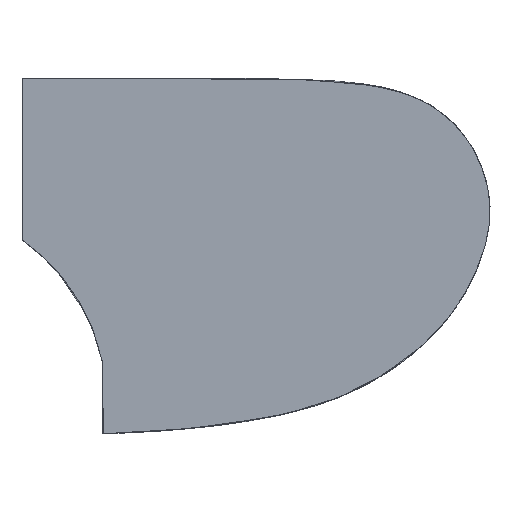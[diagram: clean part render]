
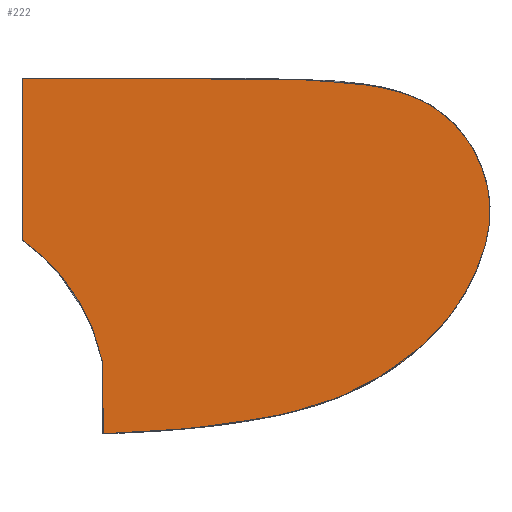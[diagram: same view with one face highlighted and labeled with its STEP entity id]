
A CAD part, top view. The second image highlights one B-rep face of the part: STEP entity #222.
In plain terms, the highlighted free-form (B-spline) face has degree [1, 1] with [2, 2] control points.
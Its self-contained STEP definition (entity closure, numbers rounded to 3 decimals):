
#15=(
BOUNDED_CURVE()
B_SPLINE_CURVE(3,(#2518,#2519,#2520,#2521,#2522,#2523,#2524,#2525,#2526,
#2527,#2528,#2529),.UNSPECIFIED.,.F.,.F.)
B_SPLINE_CURVE_WITH_KNOTS((4,1,1,1,1,1,1,1,1,4),(80.361,141.808,
203.255,264.701,326.148,387.595,449.042,
510.489,571.936,633.383),.UNSPECIFIED.)
CURVE()
GEOMETRIC_REPRESENTATION_ITEM()
RATIONAL_B_SPLINE_CURVE((1.,1.,1.,1.,1.,1.,1.,1.,1.,1.,1.,1.))
REPRESENTATION_ITEM('')
);
#16=(
BOUNDED_CURVE()
B_SPLINE_CURVE(3,(#2530,#2531,#2532,#2533,#2534,#2535,#2536,#2537,#2538,
#2539,#2540,#2541,#2542,#2543,#2544,#2545,#2546,#2547,#2548,#2549,#2550,
#2551,#2552,#2553,#2554,#2555,#2556,#2557),.UNSPECIFIED.,.F.,.F.)
B_SPLINE_CURVE_WITH_KNOTS((4,3,3,3,3,3,3,3,3,4),(80.361,141.808,
203.255,264.701,326.148,387.595,449.042,
510.489,571.936,633.383),.UNSPECIFIED.)
CURVE()
GEOMETRIC_REPRESENTATION_ITEM()
RATIONAL_B_SPLINE_CURVE((1.,1.,1.,1.,1.,1.,1.,1.,1.,1.,1.,1.,1.,1.,1.,1.,
1.,1.,1.,1.,1.,1.,1.,1.,1.,1.,1.,1.))
REPRESENTATION_ITEM('')
);
#17=(
BOUNDED_CURVE()
B_SPLINE_CURVE(3,(#2558,#2559,#2560,#2561),.UNSPECIFIED.,.F.,.F.)
B_SPLINE_CURVE_WITH_KNOTS((4,4),(633.383,669.883),
 .UNSPECIFIED.)
CURVE()
GEOMETRIC_REPRESENTATION_ITEM()
RATIONAL_B_SPLINE_CURVE((1.,1.,1.,1.))
REPRESENTATION_ITEM('')
);
#18=(
BOUNDED_CURVE()
B_SPLINE_CURVE(3,(#2562,#2563,#2564,#2565),.UNSPECIFIED.,.F.,.F.)
B_SPLINE_CURVE_WITH_KNOTS((4,4),(633.383,669.883),
 .UNSPECIFIED.)
CURVE()
GEOMETRIC_REPRESENTATION_ITEM()
RATIONAL_B_SPLINE_CURVE((1.,1.,1.,1.))
REPRESENTATION_ITEM('')
);
#19=(
BOUNDED_CURVE()
B_SPLINE_CURVE(3,(#2566,#2567,#2568,#2569),.UNSPECIFIED.,.F.,.F.)
B_SPLINE_CURVE_WITH_KNOTS((4,4),(669.883,743.274),
 .UNSPECIFIED.)
CURVE()
GEOMETRIC_REPRESENTATION_ITEM()
RATIONAL_B_SPLINE_CURVE((1.,0.953,0.953,1.))
REPRESENTATION_ITEM('')
);
#20=(
BOUNDED_CURVE()
B_SPLINE_CURVE(3,(#2570,#2571,#2572,#2573),.UNSPECIFIED.,.F.,.F.)
B_SPLINE_CURVE_WITH_KNOTS((4,4),(669.883,743.274),
 .UNSPECIFIED.)
CURVE()
GEOMETRIC_REPRESENTATION_ITEM()
RATIONAL_B_SPLINE_CURVE((1.,0.953,0.953,1.))
REPRESENTATION_ITEM('')
);
#21=(
BOUNDED_CURVE()
B_SPLINE_CURVE(3,(#2574,#2575,#2576,#2577),.UNSPECIFIED.,.F.,.F.)
B_SPLINE_CURVE_WITH_KNOTS((4,4),(743.274,823.634),
 .UNSPECIFIED.)
CURVE()
GEOMETRIC_REPRESENTATION_ITEM()
RATIONAL_B_SPLINE_CURVE((1.,1.,1.,1.))
REPRESENTATION_ITEM('')
);
#22=(
BOUNDED_CURVE()
B_SPLINE_CURVE(3,(#2578,#2579,#2580,#2581),.UNSPECIFIED.,.F.,.F.)
B_SPLINE_CURVE_WITH_KNOTS((4,4),(743.274,823.634),
 .UNSPECIFIED.)
CURVE()
GEOMETRIC_REPRESENTATION_ITEM()
RATIONAL_B_SPLINE_CURVE((1.,1.,1.,1.))
REPRESENTATION_ITEM('')
);
#222=ADVANCED_FACE('',(#239),#809,.T.);
#239=FACE_OUTER_BOUND('',#256,.T.);
#256=EDGE_LOOP('',(#288,#289,#290,#291));
#288=ORIENTED_EDGE('',*,*,#560,.T.);
#289=ORIENTED_EDGE('',*,*,#561,.T.);
#290=ORIENTED_EDGE('',*,*,#562,.T.);
#291=ORIENTED_EDGE('',*,*,#563,.T.);
#356=PCURVE('',#809,#424);
#357=PCURVE('',#809,#425);
#358=PCURVE('',#809,#426);
#359=PCURVE('',#809,#427);
#424=DEFINITIONAL_REPRESENTATION('',(#16),#7363);
#425=DEFINITIONAL_REPRESENTATION('',(#18),#7363);
#426=DEFINITIONAL_REPRESENTATION('',(#20),#7363);
#427=DEFINITIONAL_REPRESENTATION('',(#22),#7363);
#492=SURFACE_CURVE('',#15,(#356),.PCURVE_S1.);
#493=SURFACE_CURVE('',#17,(#357),.PCURVE_S1.);
#494=SURFACE_CURVE('',#19,(#358),.PCURVE_S1.);
#495=SURFACE_CURVE('',#21,(#359),.PCURVE_S1.);
#560=EDGE_CURVE('',#756,#759,#492,.T.);
#561=EDGE_CURVE('',#759,#758,#493,.T.);
#562=EDGE_CURVE('',#758,#757,#494,.T.);
#563=EDGE_CURVE('',#757,#756,#495,.T.);
#756=VERTEX_POINT('',#2514);
#757=VERTEX_POINT('',#2515);
#758=VERTEX_POINT('',#2516);
#759=VERTEX_POINT('',#2517);
#809=B_SPLINE_SURFACE_WITH_KNOTS('',1,1,((#2510,#2511),(#2512,#2513)),
 .UNSPECIFIED.,.F.,.F.,.F.,(2,2),(2,2),(-2.343,236.624),
(-1.765,178.253),.UNSPECIFIED.);
#2510=CARTESIAN_POINT('',(-62.946,171.759,30.));
#2511=CARTESIAN_POINT('',(-62.946,-8.258,30.));
#2512=CARTESIAN_POINT('',(176.021,171.759,30.));
#2513=CARTESIAN_POINT('',(176.021,-8.258,30.));
#2514=CARTESIAN_POINT('',(-60.604,169.995,30.));
#2515=CARTESIAN_POINT('',(-60.604,89.634,30.));
#2516=CARTESIAN_POINT('',(-20.876,30.,30.));
#2517=CARTESIAN_POINT('',(-20.155,-6.494,30.));
#2518=CARTESIAN_POINT('',(-60.604,169.995,30.));
#2519=CARTESIAN_POINT('',(0.169,169.995,30.));
#2520=CARTESIAN_POINT('',(35.218,169.995,30.));
#2521=CARTESIAN_POINT('',(68.686,169.995,30.));
#2522=CARTESIAN_POINT('',(146.287,166.421,30.));
#2523=CARTESIAN_POINT('',(176.367,116.462,30.));
#2524=CARTESIAN_POINT('',(168.299,76.64,30.));
#2525=CARTESIAN_POINT('',(146.971,41.449,30.));
#2526=CARTESIAN_POINT('',(104.415,11.657,30.));
#2527=CARTESIAN_POINT('',(55.247,-1.462,30.));
#2528=CARTESIAN_POINT('',(2.857,-6.039,30.));
#2529=CARTESIAN_POINT('',(-20.155,-6.494,30.));
#2530=CARTESIAN_POINT('',(0.,0.));
#2531=CARTESIAN_POINT('',(60.772,0.));
#2532=CARTESIAN_POINT('',(78.297,0.));
#2533=CARTESIAN_POINT('',(92.638,0.));
#2534=CARTESIAN_POINT('',(106.978,0.));
#2535=CARTESIAN_POINT('',(118.134,0.));
#2536=CARTESIAN_POINT('',(136.645,0.596));
#2537=CARTESIAN_POINT('',(155.156,1.191));
#2538=CARTESIAN_POINT('',(181.023,2.382));
#2539=CARTESIAN_POINT('',(198.97,11.304));
#2540=CARTESIAN_POINT('',(216.917,20.226));
#2541=CARTESIAN_POINT('',(226.944,36.879));
#2542=CARTESIAN_POINT('',(230.613,51.843));
#2543=CARTESIAN_POINT('',(234.282,66.806));
#2544=CARTESIAN_POINT('',(231.592,80.08));
#2545=CARTESIAN_POINT('',(226.693,92.583));
#2546=CARTESIAN_POINT('',(221.793,105.085));
#2547=CARTESIAN_POINT('',(214.684,116.815));
#2548=CARTESIAN_POINT('',(204.037,127.646));
#2549=CARTESIAN_POINT('',(193.389,138.476));
#2550=CARTESIAN_POINT('',(179.204,148.407));
#2551=CARTESIAN_POINT('',(163.917,155.559));
#2552=CARTESIAN_POINT('',(148.629,162.71));
#2553=CARTESIAN_POINT('',(132.24,167.083));
#2554=CARTESIAN_POINT('',(110.948,170.414));
#2555=CARTESIAN_POINT('',(89.655,173.745));
#2556=CARTESIAN_POINT('',(63.46,176.034));
#2557=CARTESIAN_POINT('',(40.448,176.488));
#2558=CARTESIAN_POINT('',(-20.155,-6.494,30.));
#2559=CARTESIAN_POINT('',(-20.396,5.671,30.));
#2560=CARTESIAN_POINT('',(-20.636,17.835,30.));
#2561=CARTESIAN_POINT('',(-20.876,30.,30.));
#2562=CARTESIAN_POINT('',(40.448,176.488));
#2563=CARTESIAN_POINT('',(40.208,164.324));
#2564=CARTESIAN_POINT('',(39.968,152.159));
#2565=CARTESIAN_POINT('',(39.727,139.995));
#2566=CARTESIAN_POINT('',(-20.876,30.,30.));
#2567=CARTESIAN_POINT('',(-26.093,54.516,30.));
#2568=CARTESIAN_POINT('',(-39.989,75.375,30.));
#2569=CARTESIAN_POINT('',(-60.604,89.634,30.));
#2570=CARTESIAN_POINT('',(39.727,139.995));
#2571=CARTESIAN_POINT('',(34.511,115.479));
#2572=CARTESIAN_POINT('',(20.614,94.619));
#2573=CARTESIAN_POINT('',(0.,80.361));
#2574=CARTESIAN_POINT('',(-60.604,89.634,30.));
#2575=CARTESIAN_POINT('',(-60.604,116.421,30.));
#2576=CARTESIAN_POINT('',(-60.604,143.208,30.));
#2577=CARTESIAN_POINT('',(-60.604,169.995,30.));
#2578=CARTESIAN_POINT('',(0.,80.361));
#2579=CARTESIAN_POINT('',(0.,53.574));
#2580=CARTESIAN_POINT('',(0.,26.787));
#2581=CARTESIAN_POINT('',(0.,0.));
#7363=(
GEOMETRIC_REPRESENTATION_CONTEXT(2)
PARAMETRIC_REPRESENTATION_CONTEXT()
REPRESENTATION_CONTEXT('pspace','')
);
